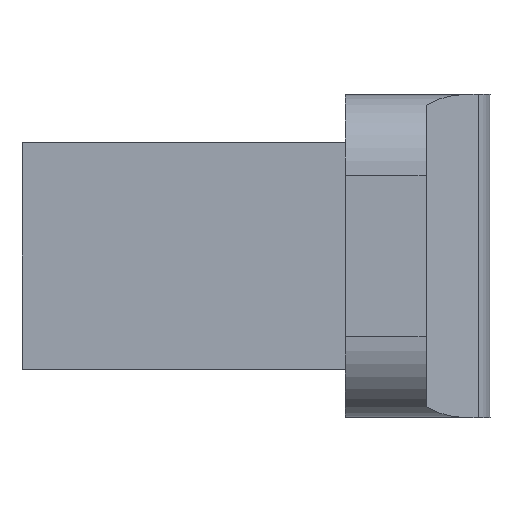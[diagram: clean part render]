
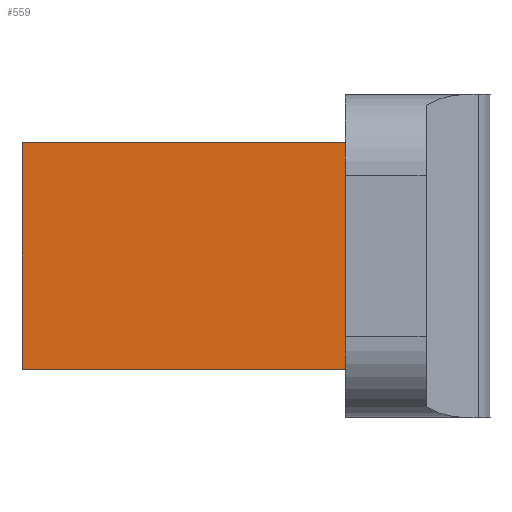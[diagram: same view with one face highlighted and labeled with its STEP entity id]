
A CAD part, left-side view. The second image highlights one B-rep face of the part: STEP entity #559.
In plain terms, the highlighted planar face has unit normal (-1, 0, 0).
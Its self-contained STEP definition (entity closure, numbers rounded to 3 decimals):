
#40=PLANE('',#621);
#70=FACE_OUTER_BOUND('',#101,.T.);
#101=EDGE_LOOP('',(#506,#507,#508,#509));
#141=LINE('',#892,#201);
#160=LINE('',#932,#220);
#161=LINE('',#935,#221);
#162=LINE('',#936,#222);
#201=VECTOR('',#730,10.);
#220=VECTOR('',#769,10.);
#221=VECTOR('',#772,10.);
#222=VECTOR('',#773,10.);
#277=VERTEX_POINT('',#889);
#278=VERTEX_POINT('',#891);
#289=VERTEX_POINT('',#930);
#290=VERTEX_POINT('',#934);
#345=EDGE_CURVE('',#277,#278,#141,.T.);
#364=EDGE_CURVE('',#277,#289,#160,.T.);
#365=EDGE_CURVE('',#290,#289,#161,.T.);
#366=EDGE_CURVE('',#278,#290,#162,.T.);
#506=ORIENTED_EDGE('',*,*,#345,.F.);
#507=ORIENTED_EDGE('',*,*,#364,.T.);
#508=ORIENTED_EDGE('',*,*,#365,.F.);
#509=ORIENTED_EDGE('',*,*,#366,.F.);
#559=ADVANCED_FACE('',(#70),#40,.T.);
#621=AXIS2_PLACEMENT_3D('',#933,#770,#771);
#730=DIRECTION('',(0.,0.,-1.));
#769=DIRECTION('',(0.,1.,0.));
#770=DIRECTION('center_axis',(-1.,0.,0.));
#771=DIRECTION('ref_axis',(0.,0.,1.));
#772=DIRECTION('',(0.,0.,1.));
#773=DIRECTION('',(0.,1.,0.));
#889=CARTESIAN_POINT('',(-0.4,0.,1.4));
#891=CARTESIAN_POINT('',(-0.4,0.,-1.4));
#892=CARTESIAN_POINT('',(-0.4,0.,-0.7));
#930=CARTESIAN_POINT('',(-0.4,4.,1.4));
#932=CARTESIAN_POINT('',(-0.4,0.,1.4));
#933=CARTESIAN_POINT('Origin',(-0.4,0.,-1.4));
#934=CARTESIAN_POINT('',(-0.4,4.,-1.4));
#935=CARTESIAN_POINT('',(-0.4,4.,1.4));
#936=CARTESIAN_POINT('',(-0.4,0.,-1.4));
